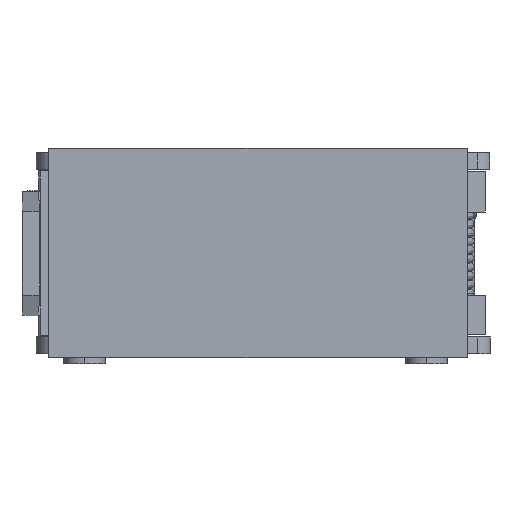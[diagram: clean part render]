
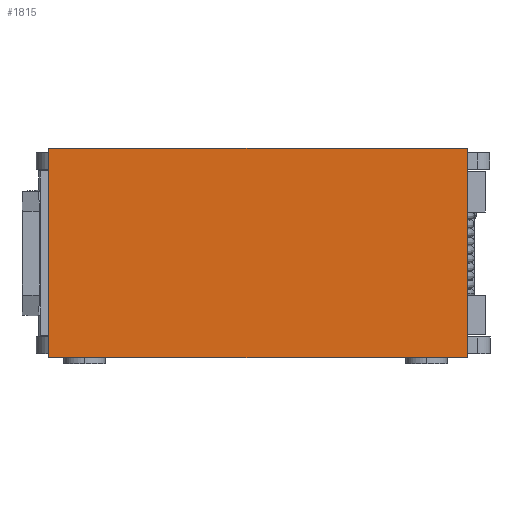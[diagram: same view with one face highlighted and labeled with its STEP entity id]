
A CAD part, front view. The second image highlights one B-rep face of the part: STEP entity #1815.
In plain terms, the highlighted planar face has unit normal (0, -1, 0).
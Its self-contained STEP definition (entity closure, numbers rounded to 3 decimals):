
#26 = CARTESIAN_POINT ( 'NONE',  ( 0., 0., 15. ) ) ;
#205 = CARTESIAN_POINT ( 'NONE',  ( 0., 0., 15. ) ) ;
#626 = EDGE_CURVE ( 'NONE', #4387, #9958, #9256, .T. ) ;
#713 = DIRECTION ( 'NONE',  ( 0., 0., 1. ) ) ;
#750 = ORIENTED_EDGE ( 'NONE', *, *, #9569, .T. ) ;
#958 = EDGE_CURVE ( 'NONE', #4684, #4586, #5103, .T. ) ;
#1332 = CARTESIAN_POINT ( 'NONE',  ( 0., 0., 15. ) ) ;
#1591 = LINE ( 'NONE', #4270, #2341 ) ;
#1815 = ADVANCED_FACE ( 'NONE', ( #9740 ), #4706, .F. ) ;
#1856 = CARTESIAN_POINT ( 'NONE',  ( 0., 0., 15. ) ) ;
#2341 = VECTOR ( 'NONE', #3331, 1000. ) ;
#2737 = EDGE_LOOP ( 'NONE', ( #750, #9149, #9679, #9426 ) ) ;
#2965 = CARTESIAN_POINT ( 'NONE',  ( 30., 0., 15. ) ) ;
#3331 = DIRECTION ( 'NONE',  ( 1., 0., 0. ) ) ;
#3401 = CARTESIAN_POINT ( 'NONE',  ( 0., 0., 0. ) ) ;
#3485 = DIRECTION ( 'NONE',  ( 0., 0., -1. ) ) ;
#3864 = VECTOR ( 'NONE', #5392, 1000. ) ;
#3986 = VECTOR ( 'NONE', #5739, 1000. ) ;
#4270 = CARTESIAN_POINT ( 'NONE',  ( 0., 0., 0. ) ) ;
#4387 = VERTEX_POINT ( 'NONE', #1856 ) ;
#4558 = AXIS2_PLACEMENT_3D ( 'NONE', #26, #7214, #713 ) ;
#4586 = VERTEX_POINT ( 'NONE', #8303 ) ;
#4684 = VERTEX_POINT ( 'NONE', #2965 ) ;
#4706 = PLANE ( 'NONE',  #4558 ) ;
#5103 = LINE ( 'NONE', #9659, #10132 ) ;
#5392 = DIRECTION ( 'NONE',  ( 1., 0., 0. ) ) ;
#5739 = DIRECTION ( 'NONE',  ( 0., 0., -1. ) ) ;
#7214 = DIRECTION ( 'NONE',  ( 0., 1., 0. ) ) ;
#8289 = EDGE_CURVE ( 'NONE', #4387, #4684, #8865, .T. ) ;
#8303 = CARTESIAN_POINT ( 'NONE',  ( 30., 0., 0. ) ) ;
#8865 = LINE ( 'NONE', #1332, #3864 ) ;
#9149 = ORIENTED_EDGE ( 'NONE', *, *, #958, .F. ) ;
#9256 = LINE ( 'NONE', #205, #3986 ) ;
#9426 = ORIENTED_EDGE ( 'NONE', *, *, #626, .T. ) ;
#9569 = EDGE_CURVE ( 'NONE', #9958, #4586, #1591, .T. ) ;
#9659 = CARTESIAN_POINT ( 'NONE',  ( 30., 0., 15. ) ) ;
#9679 = ORIENTED_EDGE ( 'NONE', *, *, #8289, .F. ) ;
#9740 = FACE_OUTER_BOUND ( 'NONE', #2737, .T. ) ;
#9958 = VERTEX_POINT ( 'NONE', #3401 ) ;
#10132 = VECTOR ( 'NONE', #3485, 1000. ) ;
